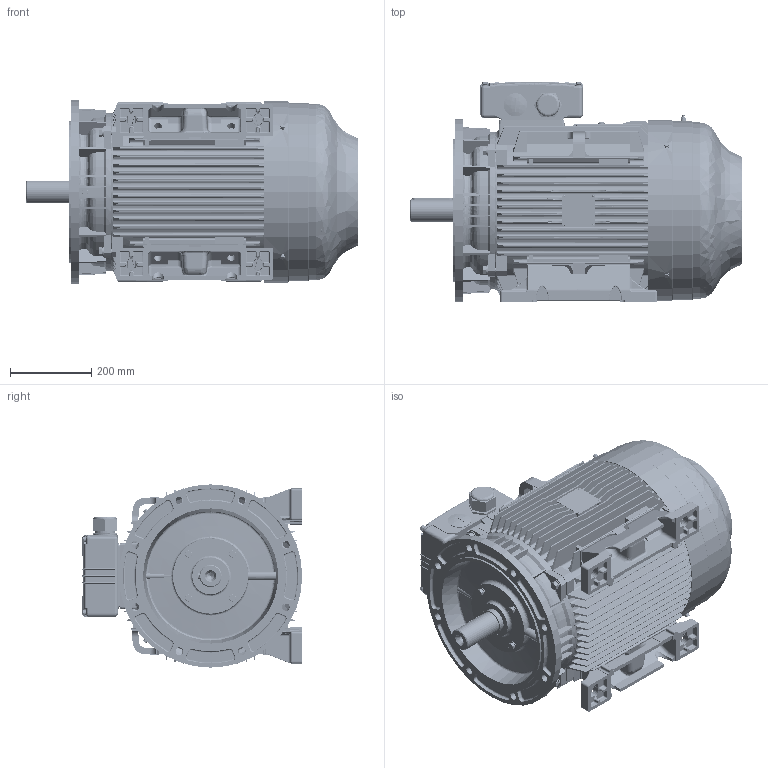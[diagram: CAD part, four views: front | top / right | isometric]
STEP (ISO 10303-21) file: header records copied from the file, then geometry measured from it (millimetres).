
FILE_DESCRIPTION (( 'STEP AP203' ), '1' );
FILE_NAME ('WE225M-2-B35.STEP', '2017-06-23T07:48:23', ( 'Sky123.Org' ), ( 'Sky123.Org' ), 'SwSTEP 2.0', 'SolidWorks 2012', '' );
FILE_SCHEMA (( 'CONFIG_CONTROL_DESIGN' ));
Length unit declared in the file: millimetre
Products named in the file (1): WE225M-2-B35
Bounding box: 815.5 x 541.4 x 450 mm (x, y, z)
Volume: 74032775.8 mm3; surface area: 4517342.6 mm2
Topology: 86 solids, 88 shells, 7433 faces, 20878 edges, 13663 vertices
Faces by surface type: cylinder 3276, plane 3013, cone 567, bspline 423, sphere 90, torus 64
Entity records: 325140 total; most frequent: CARTESIAN_POINT 140058, ORIENTED_EDGE 41338, DIRECTION 34846, EDGE_CURVE 20669, VERTEX_POINT 13587, AXIS2_PLACEMENT_3D 12253, LINE 10340, VECTOR 10340
